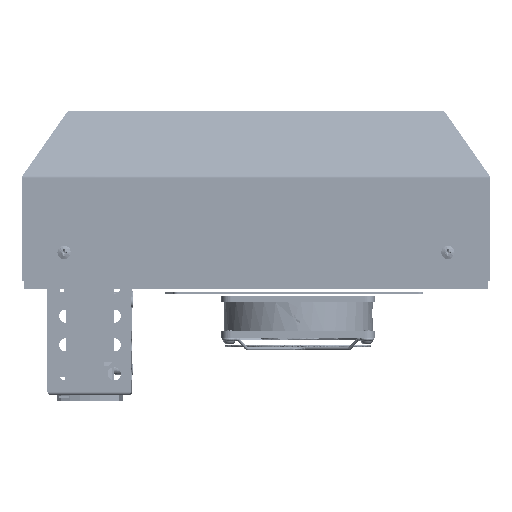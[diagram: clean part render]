
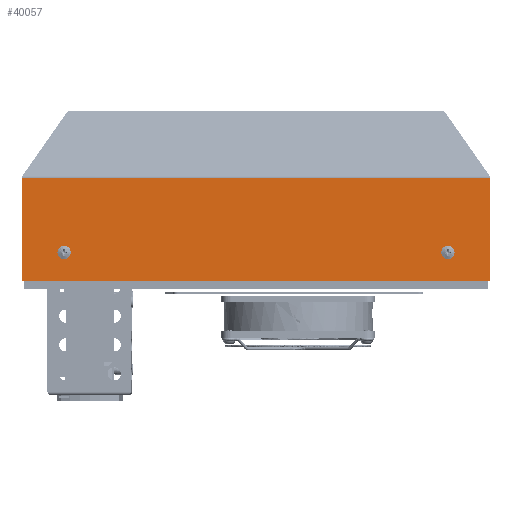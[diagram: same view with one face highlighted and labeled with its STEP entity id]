
A CAD part, left-side view. The second image highlights one B-rep face of the part: STEP entity #40057.
In plain terms, the highlighted planar face has unit normal (-1, 0, 0).
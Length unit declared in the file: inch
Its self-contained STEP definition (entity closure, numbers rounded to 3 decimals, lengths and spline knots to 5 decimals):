
#881 = ORIENTED_EDGE ( 'NONE', *, *, #3464, .F. ) ;
#2429 = LINE ( 'NONE', #4236, #7556 ) ;
#3464 = EDGE_CURVE ( 'NONE', #36857, #106146, #94421, .T. ) ;
#4236 = CARTESIAN_POINT ( 'NONE',  ( -6.93898, 5.52165, 2.83465 ) ) ;
#7556 = VECTOR ( 'NONE', #21356, 39.37008 ) ;
#11179 = CARTESIAN_POINT ( 'NONE',  ( -6.93898, 5.52165, 1.24691 ) ) ;
#11323 = CARTESIAN_POINT ( 'NONE',  ( -6.93898, -5.52165, 2.83465 ) ) ;
#17312 = VERTEX_POINT ( 'NONE', #39139 ) ;
#19093 = LINE ( 'NONE', #104649, #115625 ) ;
#20891 = DIRECTION ( 'NONE',  ( 0., -1., 0. ) ) ;
#21356 = DIRECTION ( 'NONE',  ( 0., 0., 1. ) ) ;
#22608 = VERTEX_POINT ( 'NONE', #104222 ) ;
#23353 = ORIENTED_EDGE ( 'NONE', *, *, #92199, .T. ) ;
#28746 = EDGE_CURVE ( 'NONE', #17312, #36857, #2429, .T. ) ;
#33328 = DIRECTION ( 'NONE',  ( -1., 0., 0. ) ) ;
#34427 = ORIENTED_EDGE ( 'NONE', *, *, #34465, .T. ) ;
#34465 = EDGE_CURVE ( 'NONE', #17312, #22608, #19093, .T. ) ;
#34538 = FACE_OUTER_BOUND ( 'NONE', #108322, .T. ) ;
#36857 = VERTEX_POINT ( 'NONE', #11179 ) ;
#39139 = CARTESIAN_POINT ( 'NONE',  ( -6.93898, 5.52165, -1.1811 ) ) ;
#40057 = ADVANCED_FACE ( 'NONE', ( #34538 ), #99961, .T. ) ;
#48359 = VECTOR ( 'NONE', #68729, 39.37008 ) ;
#50403 = LINE ( 'NONE', #11323, #48359 ) ;
#68729 = DIRECTION ( 'NONE',  ( 0., 0., 1. ) ) ;
#70021 = DIRECTION ( 'NONE',  ( 0., -1., 0. ) ) ;
#75266 = AXIS2_PLACEMENT_3D ( 'NONE', #107878, #33328, #70021 ) ;
#75468 = CARTESIAN_POINT ( 'NONE',  ( -6.93898, -6.79409, 1.24691 ) ) ;
#81223 = VECTOR ( 'NONE', #84650, 39.37008 ) ;
#84650 = DIRECTION ( 'NONE',  ( 0., -1., 0. ) ) ;
#87905 = CARTESIAN_POINT ( 'NONE',  ( -6.93898, -5.52165, 1.24691 ) ) ;
#92031 = ORIENTED_EDGE ( 'NONE', *, *, #28746, .F. ) ;
#92199 = EDGE_CURVE ( 'NONE', #22608, #106146, #50403, .T. ) ;
#94421 = LINE ( 'NONE', #75468, #81223 ) ;
#99961 = PLANE ( 'NONE',  #75266 ) ;
#104222 = CARTESIAN_POINT ( 'NONE',  ( -6.93898, -5.52165, -1.1811 ) ) ;
#104649 = CARTESIAN_POINT ( 'NONE',  ( -6.93898, -5.52165, -1.1811 ) ) ;
#106146 = VERTEX_POINT ( 'NONE', #87905 ) ;
#107878 = CARTESIAN_POINT ( 'NONE',  ( -6.93898, -5.52165, 2.83465 ) ) ;
#108322 = EDGE_LOOP ( 'NONE', ( #23353, #881, #92031, #34427 ) ) ;
#115625 = VECTOR ( 'NONE', #20891, 39.37008 ) ;
